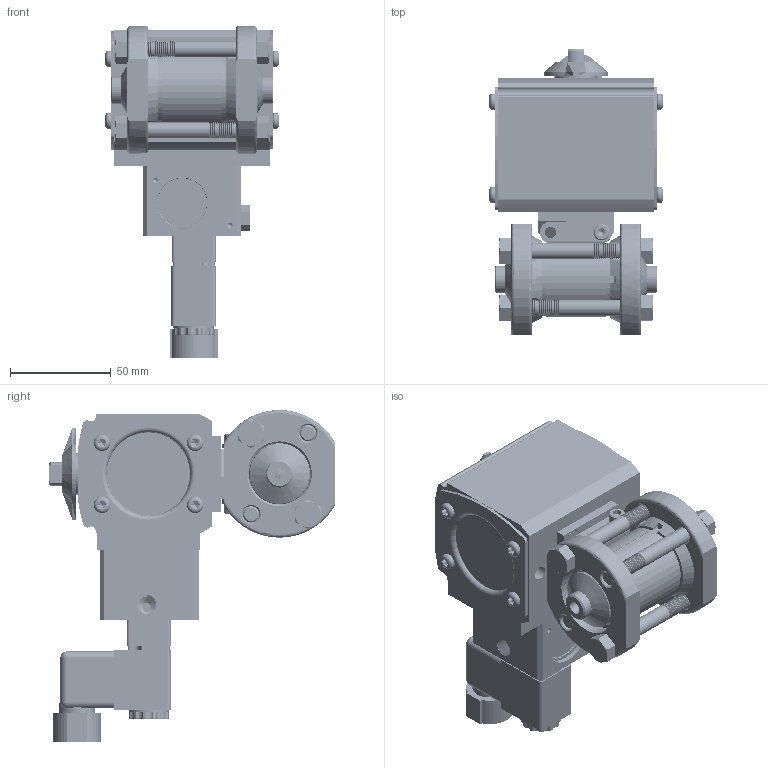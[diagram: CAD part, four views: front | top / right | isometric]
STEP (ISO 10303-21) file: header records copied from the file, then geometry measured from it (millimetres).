
FILE_DESCRIPTION (( 'STEP AP203' ), '1' );
FILE_NAME ('24XXTSWFA512D4GPDC.step', '2018-09-04T19:10:24', ( '' ), ( '' ), 'SwSTEP 2.0', 'SolidWorks 2018', '' );
FILE_SCHEMA (( 'CONFIG_CONTROL_DESIGN' ));
Products named in the file (1): 24XXTSWFA512D4GPDC
Bounding box: 86.49 x 142.33 x 165.15 mm (x, y, z)
Volume: 445918.2 mm3; surface area: 166447.5 mm2
Topology: 47 solids, 47 shells, 3979 faces, 10671 edges, 6792 vertices
Faces by surface type: cylinder 1794, cone 1185, plane 645, torus 185, bspline 164, sphere 6
Entity records: 192648 total; most frequent: CARTESIAN_POINT 96859, ORIENTED_EDGE 20998, DIRECTION 19781, EDGE_CURVE 10499, AXIS2_PLACEMENT_3D 7969, VERTEX_POINT 6788, EDGE_LOOP 4291, CIRCLE 4153
